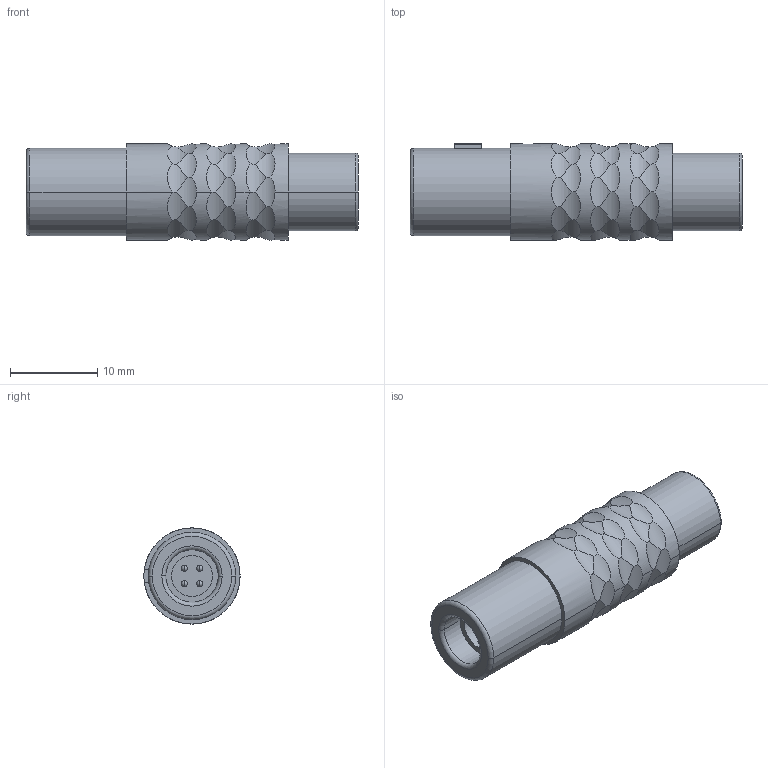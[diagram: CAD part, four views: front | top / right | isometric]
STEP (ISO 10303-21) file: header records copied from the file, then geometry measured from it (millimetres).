
FILE_DESCRIPTION((''),'2;1');
FILE_NAME('S10K0C-P04M','2013-10-31T',('RTrager'),(''),'PRO/ENGINEER BY PARAMETRIC TECHNOLOGY CORPORATION, 2013050','PRO/ENGINEER BY PARAMETRIC TECHNOLOGY CORPORATION, 2013050','');
FILE_SCHEMA(('CONFIG_CONTROL_DESIGN'));
Length unit declared in the file: millimetre
Products named in the file (1): S10K0C-P04M
Bounding box: 38 x 11 x 11 mm (x, y, z)
Volume: 2552 mm3; surface area: 1963.4 mm2
Topology: 1 solids, 1 shells, 164 faces, 429 edges, 274 vertices
Faces by surface type: cylinder 117, plane 24, torus 10, sphere 8, bspline 5
Entity records: 7178 total; most frequent: CARTESIAN_POINT 3468, ORIENTED_EDGE 842, DIRECTION 651, EDGE_CURVE 421, AXIS2_PLACEMENT_3D 282, VERTEX_POINT 274, B_SPLINE_CURVE_WITH_KNOTS 211, EDGE_LOOP 179
